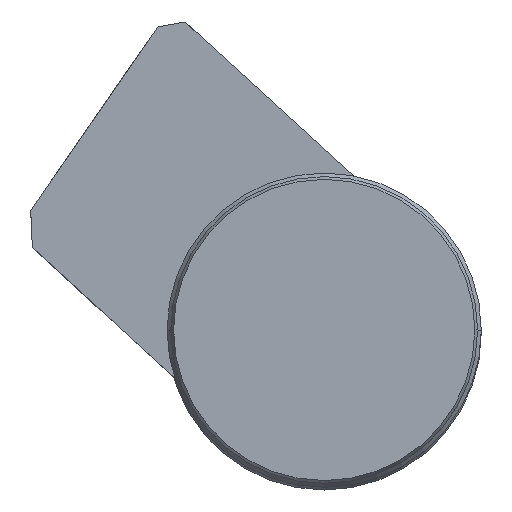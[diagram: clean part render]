
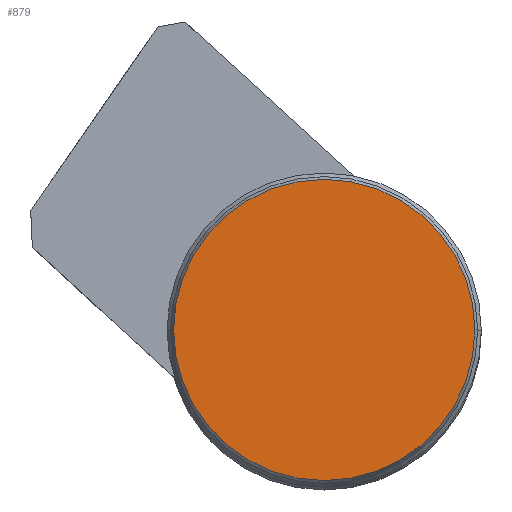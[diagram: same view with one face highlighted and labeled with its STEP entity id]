
A CAD part, top view. The second image highlights one B-rep face of the part: STEP entity #879.
In plain terms, the highlighted planar face has unit normal (0, 0, 1).
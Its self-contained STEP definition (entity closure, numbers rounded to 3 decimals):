
#35 = AXIS2_PLACEMENT_3D ( 'NONE', #216, #209, #903 ) ;
#116 = CIRCLE ( 'NONE', #283, 6.71 ) ;
#209 = DIRECTION ( 'NONE',  ( 0., 0., 1. ) ) ;
#216 = CARTESIAN_POINT ( 'NONE',  ( 58.102, -1.784, 52.5 ) ) ;
#275 = ORIENTED_EDGE ( 'NONE', *, *, #556, .T. ) ;
#283 = AXIS2_PLACEMENT_3D ( 'NONE', #367, #653, #741 ) ;
#367 = CARTESIAN_POINT ( 'NONE',  ( 58.102, -1.784, 52.5 ) ) ;
#386 = CARTESIAN_POINT ( 'NONE',  ( 51.392, -1.784, 52.5 ) ) ;
#420 = EDGE_CURVE ( 'NONE', #1029, #1111, #1251, .T. ) ;
#443 = CARTESIAN_POINT ( 'NONE',  ( 0., 0., 52.5 ) ) ;
#491 = CARTESIAN_POINT ( 'NONE',  ( 64.812, -1.784, 52.5 ) ) ;
#556 = EDGE_CURVE ( 'NONE', #1111, #1029, #116, .T. ) ;
#634 = DIRECTION ( 'NONE',  ( 0., 0., 1. ) ) ;
#653 = DIRECTION ( 'NONE',  ( 0., 0., 1. ) ) ;
#741 = DIRECTION ( 'NONE',  ( 1., 0., 0. ) ) ;
#817 = EDGE_LOOP ( 'NONE', ( #1248, #275 ) ) ;
#879 = ADVANCED_FACE ( 'NONE', ( #1196 ), #926, .T. ) ;
#903 = DIRECTION ( 'NONE',  ( 1., 0., 0. ) ) ;
#907 = DIRECTION ( 'NONE',  ( 1., 0., 0. ) ) ;
#926 = PLANE ( 'NONE',  #936 ) ;
#936 = AXIS2_PLACEMENT_3D ( 'NONE', #443, #634, #907 ) ;
#1029 = VERTEX_POINT ( 'NONE', #386 ) ;
#1111 = VERTEX_POINT ( 'NONE', #491 ) ;
#1196 = FACE_OUTER_BOUND ( 'NONE', #817, .T. ) ;
#1248 = ORIENTED_EDGE ( 'NONE', *, *, #420, .T. ) ;
#1251 = CIRCLE ( 'NONE', #35, 6.71 ) ;
